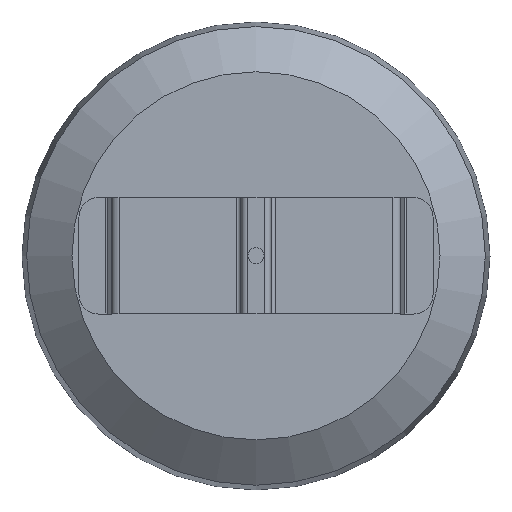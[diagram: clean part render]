
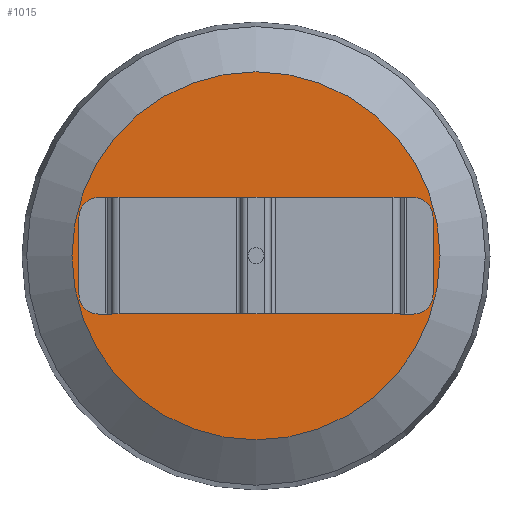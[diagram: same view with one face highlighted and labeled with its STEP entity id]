
A CAD part, top view. The second image highlights one B-rep face of the part: STEP entity #1015.
In plain terms, the highlighted planar face has unit normal (0, 0, 1).
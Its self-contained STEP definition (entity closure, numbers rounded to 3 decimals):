
#19=FACE_BOUND('',#188,.T.);
#20=FACE_BOUND('',#189,.T.);
#24=CIRCLE('',#1054,15.);
#42=CIRCLE('',#1075,15.);
#59=CIRCLE('',#1094,15.);
#62=CIRCLE('',#1100,15.);
#63=CIRCLE('',#1132,142.402);
#134=FACE_OUTER_BOUND('',#187,.T.);
#187=EDGE_LOOP('',(#918));
#188=EDGE_LOOP('',(#919,#920,#921,#922,#923,#924));
#189=EDGE_LOOP('',(#925,#926,#927,#928,#929,#930));
#229=LINE('',#1535,#332);
#236=LINE('',#1563,#339);
#242=LINE('',#1580,#345);
#249=LINE('',#1609,#352);
#262=LINE('',#1654,#365);
#265=LINE('',#1662,#368);
#266=LINE('',#1664,#369);
#281=LINE('',#1695,#384);
#332=VECTOR('',#1220,10.);
#339=VECTOR('',#1243,10.);
#345=VECTOR('',#1259,10.);
#352=VECTOR('',#1282,10.);
#365=VECTOR('',#1319,10.);
#368=VECTOR('',#1332,10.);
#369=VECTOR('',#1335,10.);
#384=VECTOR('',#1382,10.);
#419=VERTEX_POINT('',#1492);
#420=VERTEX_POINT('',#1494);
#438=VERTEX_POINT('',#1532);
#439=VERTEX_POINT('',#1534);
#452=VERTEX_POINT('',#1561);
#456=VERTEX_POINT('',#1573);
#457=VERTEX_POINT('',#1574);
#458=VERTEX_POINT('',#1579);
#471=VERTEX_POINT('',#1606);
#472=VERTEX_POINT('',#1608);
#489=VERTEX_POINT('',#1644);
#492=VERTEX_POINT('',#1652);
#493=VERTEX_POINT('',#1721);
#524=EDGE_CURVE('',#420,#419,#24,.T.);
#544=EDGE_CURVE('',#439,#438,#229,.T.);
#559=EDGE_CURVE('',#419,#452,#236,.T.);
#564=EDGE_CURVE('',#456,#457,#42,.T.);
#567=EDGE_CURVE('',#458,#456,#242,.T.);
#582=EDGE_CURVE('',#472,#471,#249,.T.);
#600=EDGE_CURVE('',#438,#489,#59,.T.);
#605=EDGE_CURVE('',#489,#492,#262,.T.);
#608=EDGE_CURVE('',#492,#472,#62,.T.);
#610=EDGE_CURVE('',#452,#458,#265,.T.);
#611=EDGE_CURVE('',#457,#420,#266,.T.);
#626=EDGE_CURVE('',#439,#471,#281,.T.);
#639=EDGE_CURVE('',#493,#493,#63,.T.);
#918=ORIENTED_EDGE('',*,*,#639,.T.);
#919=ORIENTED_EDGE('',*,*,#564,.T.);
#920=ORIENTED_EDGE('',*,*,#611,.T.);
#921=ORIENTED_EDGE('',*,*,#524,.T.);
#922=ORIENTED_EDGE('',*,*,#559,.T.);
#923=ORIENTED_EDGE('',*,*,#610,.T.);
#924=ORIENTED_EDGE('',*,*,#567,.T.);
#925=ORIENTED_EDGE('',*,*,#582,.T.);
#926=ORIENTED_EDGE('',*,*,#626,.F.);
#927=ORIENTED_EDGE('',*,*,#544,.T.);
#928=ORIENTED_EDGE('',*,*,#600,.T.);
#929=ORIENTED_EDGE('',*,*,#605,.T.);
#930=ORIENTED_EDGE('',*,*,#608,.T.);
#966=PLANE('',#1131);
#1015=ADVANCED_FACE('',(#134,#19,#20),#966,.T.);
#1054=AXIS2_PLACEMENT_3D('',#1495,#1189,#1190);
#1075=AXIS2_PLACEMENT_3D('',#1575,#1253,#1254);
#1094=AXIS2_PLACEMENT_3D('',#1645,#1310,#1311);
#1100=AXIS2_PLACEMENT_3D('',#1659,#1327,#1328);
#1131=AXIS2_PLACEMENT_3D('',#1720,#1419,#1420);
#1132=AXIS2_PLACEMENT_3D('',#1722,#1421,#1422);
#1189=DIRECTION('center_axis',(0.,0.,-1.));
#1190=DIRECTION('ref_axis',(0.707,-0.707,0.));
#1220=DIRECTION('',(-1.,0.,0.));
#1243=DIRECTION('',(-1.,0.,0.));
#1253=DIRECTION('center_axis',(0.,0.,-1.));
#1254=DIRECTION('ref_axis',(0.707,0.707,0.));
#1259=DIRECTION('',(1.,0.,0.));
#1282=DIRECTION('',(1.,0.,0.));
#1310=DIRECTION('center_axis',(0.,0.,-1.));
#1311=DIRECTION('ref_axis',(-0.707,-0.707,0.));
#1319=DIRECTION('',(0.,1.,0.));
#1327=DIRECTION('center_axis',(0.,0.,-1.));
#1328=DIRECTION('ref_axis',(-0.707,0.707,0.));
#1332=DIRECTION('',(0.,1.,0.));
#1335=DIRECTION('',(0.,-1.,0.));
#1382=DIRECTION('',(0.,1.,0.));
#1419=DIRECTION('center_axis',(0.,0.,1.));
#1420=DIRECTION('ref_axis',(1.,0.,0.));
#1421=DIRECTION('center_axis',(0.,0.,1.));
#1422=DIRECTION('ref_axis',(1.,0.,0.));
#1492=CARTESIAN_POINT('',(122.,-45.,55.8));
#1494=CARTESIAN_POINT('',(137.,-30.,55.8));
#1495=CARTESIAN_POINT('Origin',(122.,-30.,55.8));
#1532=CARTESIAN_POINT('',(-122.,-45.,55.8));
#1534=CARTESIAN_POINT('',(-116.096,-45.,55.8));
#1535=CARTESIAN_POINT('',(0.,-45.,55.8));
#1561=CARTESIAN_POINT('',(116.096,-45.,55.8));
#1563=CARTESIAN_POINT('',(0.,-45.,55.8));
#1573=CARTESIAN_POINT('',(122.,45.,55.8));
#1574=CARTESIAN_POINT('',(137.,30.,55.8));
#1575=CARTESIAN_POINT('Origin',(122.,30.,55.8));
#1579=CARTESIAN_POINT('',(116.096,45.,55.8));
#1580=CARTESIAN_POINT('',(0.,45.,55.8));
#1606=CARTESIAN_POINT('',(-116.096,45.,55.8));
#1608=CARTESIAN_POINT('',(-122.,45.,55.8));
#1609=CARTESIAN_POINT('',(0.,45.,55.8));
#1644=CARTESIAN_POINT('',(-137.,-30.,55.8));
#1645=CARTESIAN_POINT('Origin',(-122.,-30.,55.8));
#1652=CARTESIAN_POINT('',(-137.,30.,55.8));
#1654=CARTESIAN_POINT('',(-137.,0.,55.8));
#1659=CARTESIAN_POINT('Origin',(-122.,30.,55.8));
#1662=CARTESIAN_POINT('',(116.096,0.,55.8));
#1664=CARTESIAN_POINT('',(137.,0.,55.8));
#1695=CARTESIAN_POINT('',(-116.096,0.,55.8));
#1720=CARTESIAN_POINT('Origin',(0.,0.,55.8));
#1721=CARTESIAN_POINT('',(-142.402,0.,55.8));
#1722=CARTESIAN_POINT('Origin',(0.,0.,55.8));
